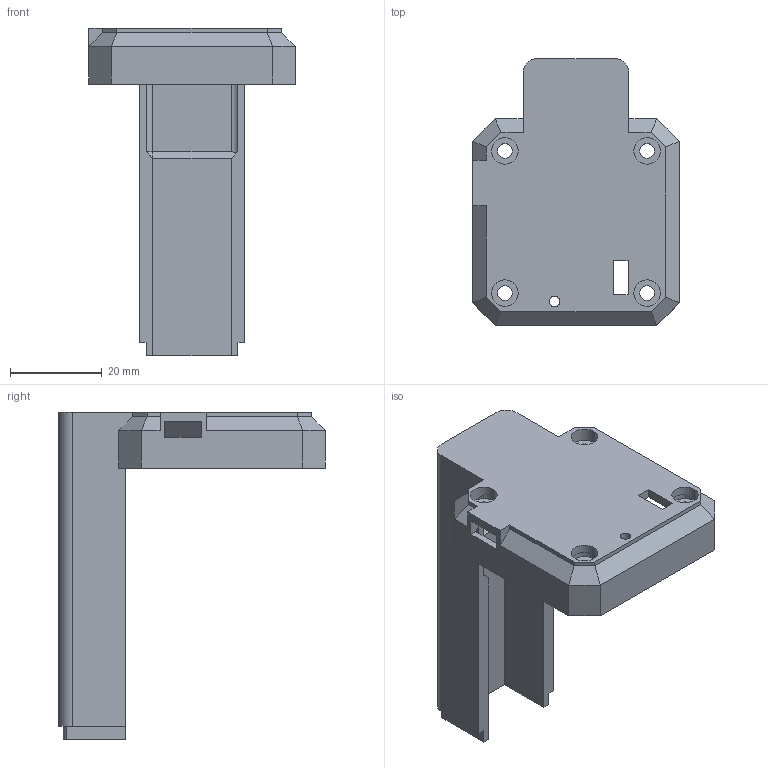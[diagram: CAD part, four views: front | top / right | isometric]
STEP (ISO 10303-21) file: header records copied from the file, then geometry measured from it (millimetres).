
FILE_DESCRIPTION (( 'STEP AP214' ), '1' );
FILE_NAME ('stepper_gripper_cover_60mm_stepper.STEP', '2026-01-04T21:58:08', ( '' ), ( '' ), 'SwSTEP 2.0', 'SolidWorks 2020', '' );
FILE_SCHEMA (( 'AUTOMOTIVE_DESIGN' ));
Length unit declared in the file: millimetre
Products named in the file (1): stepper_gripper_cover_60mm_stepper
Bounding box: 45 x 58.1 x 71.4 mm (x, y, z)
Volume: 13298.4 mm3; surface area: 14453.4 mm2
Topology: 1 solids, 1 shells, 124 faces, 321 edges, 201 vertices
Faces by surface type: plane 90, cylinder 33, cone 1
Entity records: 3785 total; most frequent: CARTESIAN_POINT 690, ORIENTED_EDGE 642, DIRECTION 622, EDGE_CURVE 321, LINE 244, VECTOR 244, VERTEX_POINT 201, AXIS2_PLACEMENT_3D 189
